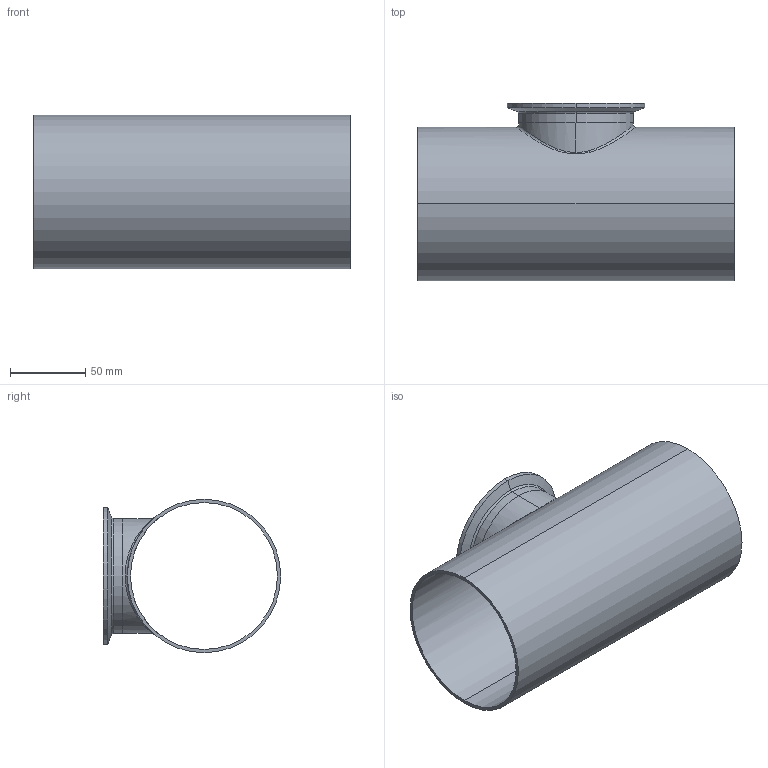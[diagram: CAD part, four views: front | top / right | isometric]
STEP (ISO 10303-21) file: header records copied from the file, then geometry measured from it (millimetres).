
FILE_DESCRIPTION (( 'STEP AP214' ), '1' );
FILE_NAME ('DT14 101.6x76.2 B.STEP', '2014-03-15T09:14:25', ( '' ), ( '' ), 'SwSTEP 2.0', 'SolidWorks 2013', '' );
FILE_SCHEMA (( 'AUTOMOTIVE_DESIGN' ));
Length unit declared in the file: inch
Products named in the file (3): DT14 101.6x76.2 B; DT14 101.6x76.2; 14 76.2
Assembly tree (2 placements, depth 2):
  DT14 101.6x76.2 B
    DT14 101.6x76.2
    14 76.2
Bounding box: 209.6 x 117.5 x 101.6 mm (x, y, z)
Volume: 144716 mm3; surface area: 139155.8 mm2
Topology: 2 solids, 2 shells, 40 faces, 86 edges, 52 vertices
Faces by surface type: cylinder 14, torus 10, plane 6, cone 6, bspline 4
Entity records: 2668 total; most frequent: CARTESIAN_POINT 1659, DIRECTION 210, ORIENTED_EDGE 172, AXIS2_PLACEMENT_3D 95, EDGE_CURVE 86, CIRCLE 54, VERTEX_POINT 52, EDGE_LOOP 48
